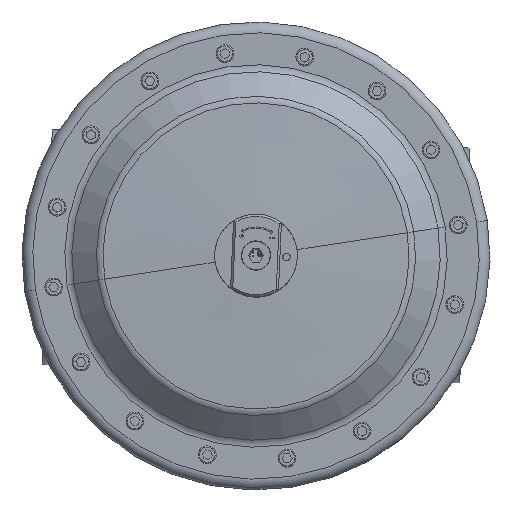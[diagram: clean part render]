
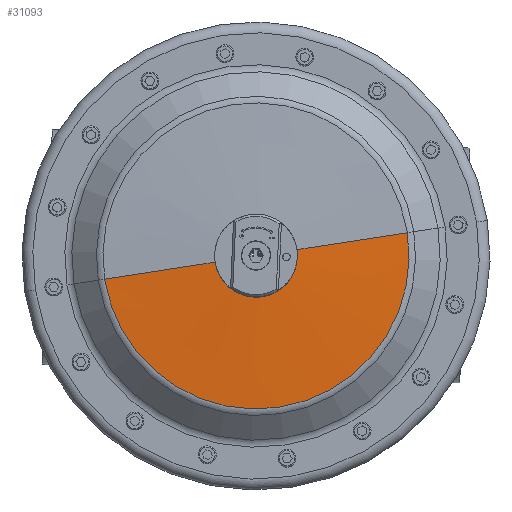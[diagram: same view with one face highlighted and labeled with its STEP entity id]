
A CAD part, top view. The second image highlights one B-rep face of the part: STEP entity #31093.
In plain terms, the highlighted conical face has half-angle 87.321 degrees and reference radius 72 mm.
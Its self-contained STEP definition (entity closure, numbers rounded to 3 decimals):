
#900 = CONICAL_SURFACE ( 'NONE', #7511, 72., 1.524 ) ;
#1434 = VERTEX_POINT ( 'NONE', #26609 ) ;
#2186 = ORIENTED_EDGE ( 'NONE', *, *, #11747, .F. ) ;
#2904 = CARTESIAN_POINT ( 'NONE',  ( -9.67, -61.256, 265.433 ) ) ;
#3697 = CARTESIAN_POINT ( 'NONE',  ( -9.67, -61.256, 265.512 ) ) ;
#6034 = EDGE_LOOP ( 'NONE', ( #2186, #19992, #43280, #35369 ) ) ;
#7511 = AXIS2_PLACEMENT_3D ( 'NONE', #2904, #38672, #46665 ) ;
#9239 = EDGE_CURVE ( 'NONE', #9321, #1434, #13271, .T. ) ;
#9244 = AXIS2_PLACEMENT_3D ( 'NONE', #36297, #47415, #23929 ) ;
#9321 = VERTEX_POINT ( 'NONE', #39461 ) ;
#9819 = LINE ( 'NONE', #21640, #15893 ) ;
#11747 = EDGE_CURVE ( 'NONE', #49688, #1434, #26733, .T. ) ;
#13271 = CIRCLE ( 'NONE', #27242, 70.305 ) ;
#15893 = VECTOR ( 'NONE', #37362, 1000. ) ;
#19992 = ORIENTED_EDGE ( 'NONE', *, *, #27267, .F. ) ;
#21640 = CARTESIAN_POINT ( 'NONE',  ( -80.836, -72.181, 265.433 ) ) ;
#21811 = CARTESIAN_POINT ( 'NONE',  ( 8.69, -58.437, 267.933 ) ) ;
#23929 = DIRECTION ( 'NONE',  ( 0.988, 0.152, 0. ) ) ;
#26011 = EDGE_CURVE ( 'NONE', #35228, #9321, #9819, .T. ) ;
#26609 = CARTESIAN_POINT ( 'NONE',  ( 59.821, -50.587, 265.512 ) ) ;
#26733 = LINE ( 'NONE', #34992, #28237 ) ;
#27242 = AXIS2_PLACEMENT_3D ( 'NONE', #3697, #42569, #50298 ) ;
#27267 = EDGE_CURVE ( 'NONE', #35228, #49688, #31448, .T. ) ;
#28237 = VECTOR ( 'NONE', #47094, 1000. ) ;
#31093 = ADVANCED_FACE ( 'NONE', ( #46146 ), #900, .T. ) ;
#31448 = CIRCLE ( 'NONE', #9244, 18.575 ) ;
#34992 = CARTESIAN_POINT ( 'NONE',  ( 61.496, -50.33, 265.433 ) ) ;
#35228 = VERTEX_POINT ( 'NONE', #46531 ) ;
#35369 = ORIENTED_EDGE ( 'NONE', *, *, #9239, .T. ) ;
#36297 = CARTESIAN_POINT ( 'NONE',  ( -9.67, -61.256, 267.933 ) ) ;
#37362 = DIRECTION ( 'NONE',  ( -0.987, -0.152, -0.047 ) ) ;
#38672 = DIRECTION ( 'NONE',  ( 0., 0., -1. ) ) ;
#39461 = CARTESIAN_POINT ( 'NONE',  ( -79.161, -71.924, 265.512 ) ) ;
#42569 = DIRECTION ( 'NONE',  ( 0., 0., 1. ) ) ;
#43280 = ORIENTED_EDGE ( 'NONE', *, *, #26011, .T. ) ;
#46146 = FACE_OUTER_BOUND ( 'NONE', #6034, .T. ) ;
#46531 = CARTESIAN_POINT ( 'NONE',  ( -28.03, -64.074, 267.933 ) ) ;
#46665 = DIRECTION ( 'NONE',  ( -0.988, -0.152, 0. ) ) ;
#47094 = DIRECTION ( 'NONE',  ( 0.987, 0.152, -0.047 ) ) ;
#47415 = DIRECTION ( 'NONE',  ( 0., 0., 1. ) ) ;
#49688 = VERTEX_POINT ( 'NONE', #21811 ) ;
#50298 = DIRECTION ( 'NONE',  ( 0.988, 0.152, 0. ) ) ;
